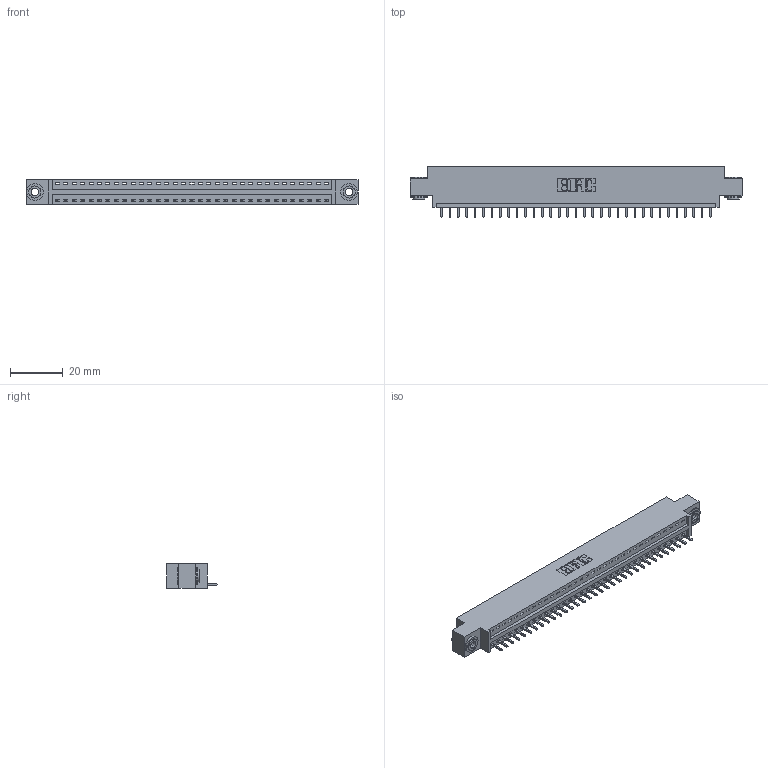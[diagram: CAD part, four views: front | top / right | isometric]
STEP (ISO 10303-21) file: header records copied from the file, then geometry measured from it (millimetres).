
FILE_DESCRIPTION (( 'STEP AP203' ), '1' );
FILE_NAME ('346-033-521-603.STEP', '2022-05-06T19:30:29', ( '' ), ( '' ), 'SwSTEP 2.0', 'SolidWorks 2020', '' );
FILE_SCHEMA (( 'CONFIG_CONTROL_DESIGN' ));
Length unit declared in the file: inch
Products named in the file (4): 345-292-001_345-293-121; 346 Part_0.170 Offset - 0.156 Dia-TH; 346-033-521-603; 345-250-002_345-250-002-102
Assembly tree (36 placements, depth 2):
  346-033-521-603
    346 Part_0.170 Offset - 0.156 Dia-TH
    345-292-001_345-293-121  x33
    345-250-002_345-250-002-102  x2
Bounding box: 125.35 x 19.05 x 9.4 mm (x, y, z)
Volume: 11689.5 mm3; surface area: 14551.6 mm2
Topology: 36 solids, 36 shells, 2092 faces, 6261 edges, 4126 vertices
Faces by surface type: plane 1424, cylinder 660, cone 8
Entity records: 22908 total; most frequent: CARTESIAN_POINT 3912, ORIENTED_EDGE 3870, DIRECTION 3491, EDGE_CURVE 1935, VECTOR 1647, LINE 1647, VERTEX_POINT 1286, AXIS2_PLACEMENT_3D 922
